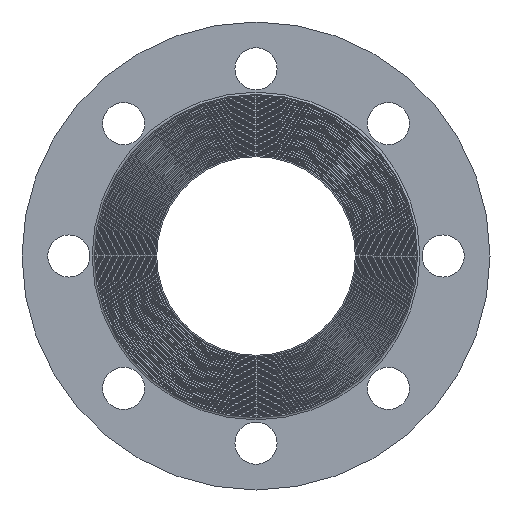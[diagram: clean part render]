
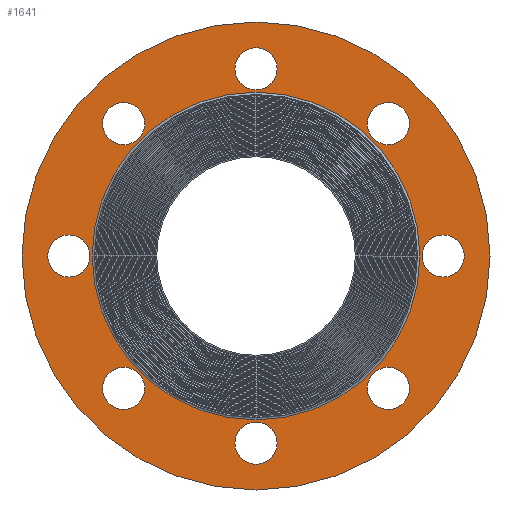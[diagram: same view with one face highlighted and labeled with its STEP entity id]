
A CAD part, left-side view. The second image highlights one B-rep face of the part: STEP entity #1641.
In plain terms, the highlighted planar face has unit normal (-1, 0, 0).
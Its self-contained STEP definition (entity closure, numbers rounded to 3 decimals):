
#15=FACE_BOUND('',#408,.T.);
#16=FACE_BOUND('',#409,.T.);
#17=FACE_BOUND('',#410,.T.);
#18=FACE_BOUND('',#411,.T.);
#19=FACE_BOUND('',#412,.T.);
#20=FACE_BOUND('',#413,.T.);
#21=FACE_BOUND('',#414,.T.);
#22=FACE_BOUND('',#415,.T.);
#23=FACE_BOUND('',#416,.T.);
#35=PLANE('',#1886);
#324=FACE_OUTER_BOUND('',#407,.T.);
#407=EDGE_LOOP('',(#1442,#1443));
#408=EDGE_LOOP('',(#1444));
#409=EDGE_LOOP('',(#1445));
#410=EDGE_LOOP('',(#1446));
#411=EDGE_LOOP('',(#1447));
#412=EDGE_LOOP('',(#1448));
#413=EDGE_LOOP('',(#1449));
#414=EDGE_LOOP('',(#1450));
#415=EDGE_LOOP('',(#1451));
#416=EDGE_LOOP('',(#1452,#1453));
#567=CIRCLE('',#1856,9.);
#569=CIRCLE('',#1859,9.);
#571=CIRCLE('',#1862,9.);
#573=CIRCLE('',#1865,9.);
#575=CIRCLE('',#1868,9.);
#577=CIRCLE('',#1871,9.);
#579=CIRCLE('',#1874,9.);
#581=CIRCLE('',#1877,9.);
#586=CIRCLE('',#1884,70.);
#587=CIRCLE('',#1885,70.);
#588=CIRCLE('',#1887,100.);
#589=CIRCLE('',#1888,100.);
#750=VERTEX_POINT('',#2931);
#752=VERTEX_POINT('',#2937);
#754=VERTEX_POINT('',#2943);
#756=VERTEX_POINT('',#2949);
#758=VERTEX_POINT('',#2955);
#760=VERTEX_POINT('',#2961);
#762=VERTEX_POINT('',#2967);
#764=VERTEX_POINT('',#2973);
#768=VERTEX_POINT('',#2985);
#769=VERTEX_POINT('',#2987);
#770=VERTEX_POINT('',#2991);
#771=VERTEX_POINT('',#2992);
#983=EDGE_CURVE('',#750,#750,#567,.T.);
#986=EDGE_CURVE('',#752,#752,#569,.T.);
#989=EDGE_CURVE('',#754,#754,#571,.T.);
#992=EDGE_CURVE('',#756,#756,#573,.T.);
#995=EDGE_CURVE('',#758,#758,#575,.T.);
#998=EDGE_CURVE('',#760,#760,#577,.T.);
#1001=EDGE_CURVE('',#762,#762,#579,.T.);
#1004=EDGE_CURVE('',#764,#764,#581,.T.);
#1010=EDGE_CURVE('',#769,#768,#586,.T.);
#1011=EDGE_CURVE('',#768,#769,#587,.T.);
#1012=EDGE_CURVE('',#770,#771,#588,.T.);
#1013=EDGE_CURVE('',#771,#770,#589,.T.);
#1442=ORIENTED_EDGE('',*,*,#1012,.F.);
#1443=ORIENTED_EDGE('',*,*,#1013,.F.);
#1444=ORIENTED_EDGE('',*,*,#983,.T.);
#1445=ORIENTED_EDGE('',*,*,#986,.T.);
#1446=ORIENTED_EDGE('',*,*,#989,.T.);
#1447=ORIENTED_EDGE('',*,*,#992,.T.);
#1448=ORIENTED_EDGE('',*,*,#995,.T.);
#1449=ORIENTED_EDGE('',*,*,#998,.T.);
#1450=ORIENTED_EDGE('',*,*,#1001,.T.);
#1451=ORIENTED_EDGE('',*,*,#1004,.T.);
#1452=ORIENTED_EDGE('',*,*,#1010,.T.);
#1453=ORIENTED_EDGE('',*,*,#1011,.T.);
#1641=ADVANCED_FACE('',(#324,#15,#16,#17,#18,#19,#20,#21,#22,#23),#35,.T.);
#1856=AXIS2_PLACEMENT_3D('',#2933,#2356,#2357);
#1859=AXIS2_PLACEMENT_3D('',#2939,#2363,#2364);
#1862=AXIS2_PLACEMENT_3D('',#2945,#2370,#2371);
#1865=AXIS2_PLACEMENT_3D('',#2951,#2377,#2378);
#1868=AXIS2_PLACEMENT_3D('',#2957,#2384,#2385);
#1871=AXIS2_PLACEMENT_3D('',#2963,#2391,#2392);
#1874=AXIS2_PLACEMENT_3D('',#2969,#2398,#2399);
#1877=AXIS2_PLACEMENT_3D('',#2975,#2405,#2406);
#1884=AXIS2_PLACEMENT_3D('',#2988,#2420,#2421);
#1885=AXIS2_PLACEMENT_3D('',#2989,#2422,#2423);
#1886=AXIS2_PLACEMENT_3D('',#2990,#2424,#2425);
#1887=AXIS2_PLACEMENT_3D('',#2993,#2426,#2427);
#1888=AXIS2_PLACEMENT_3D('',#2994,#2428,#2429);
#2356=DIRECTION('center_axis',(1.,0.,0.));
#2357=DIRECTION('ref_axis',(0.,0.,1.));
#2363=DIRECTION('center_axis',(1.,0.,0.));
#2364=DIRECTION('ref_axis',(0.,0.,1.));
#2370=DIRECTION('center_axis',(1.,0.,0.));
#2371=DIRECTION('ref_axis',(0.,0.,1.));
#2377=DIRECTION('center_axis',(1.,0.,0.));
#2378=DIRECTION('ref_axis',(0.,0.,1.));
#2384=DIRECTION('center_axis',(1.,0.,0.));
#2385=DIRECTION('ref_axis',(0.,0.,1.));
#2391=DIRECTION('center_axis',(1.,0.,0.));
#2392=DIRECTION('ref_axis',(0.,0.,1.));
#2398=DIRECTION('center_axis',(1.,0.,0.));
#2399=DIRECTION('ref_axis',(0.,0.,1.));
#2405=DIRECTION('center_axis',(1.,0.,0.));
#2406=DIRECTION('ref_axis',(0.,0.,1.));
#2420=DIRECTION('center_axis',(1.,0.,0.));
#2421=DIRECTION('ref_axis',(0.,1.,0.));
#2422=DIRECTION('center_axis',(1.,0.,0.));
#2423=DIRECTION('ref_axis',(0.,1.,0.));
#2424=DIRECTION('center_axis',(-1.,0.,0.));
#2425=DIRECTION('ref_axis',(0.,0.,1.));
#2426=DIRECTION('center_axis',(1.,0.,0.));
#2427=DIRECTION('ref_axis',(0.,1.,0.));
#2428=DIRECTION('center_axis',(1.,0.,0.));
#2429=DIRECTION('ref_axis',(0.,1.,0.));
#2931=CARTESIAN_POINT('',(3.,0.,-89.));
#2933=CARTESIAN_POINT('Origin',(3.,0.,-80.));
#2937=CARTESIAN_POINT('',(3.,-80.,-9.));
#2939=CARTESIAN_POINT('Origin',(3.,-80.,0.));
#2943=CARTESIAN_POINT('',(3.,0.,71.));
#2945=CARTESIAN_POINT('Origin',(3.,0.,80.));
#2949=CARTESIAN_POINT('',(3.,80.,-9.));
#2951=CARTESIAN_POINT('Origin',(3.,80.,0.));
#2955=CARTESIAN_POINT('',(3.,-56.569,-65.569));
#2957=CARTESIAN_POINT('Origin',(3.,-56.569,-56.569));
#2961=CARTESIAN_POINT('',(3.,-56.569,47.569));
#2963=CARTESIAN_POINT('Origin',(3.,-56.569,56.569));
#2967=CARTESIAN_POINT('',(3.,56.569,47.569));
#2969=CARTESIAN_POINT('Origin',(3.,56.569,56.569));
#2973=CARTESIAN_POINT('',(3.,56.569,-65.569));
#2975=CARTESIAN_POINT('Origin',(3.,56.569,-56.569));
#2985=CARTESIAN_POINT('',(3.,0.,70.));
#2987=CARTESIAN_POINT('',(3.,70.,0.));
#2988=CARTESIAN_POINT('Origin',(3.,0.,0.));
#2989=CARTESIAN_POINT('Origin',(3.,0.,0.));
#2990=CARTESIAN_POINT('Origin',(3.,85.,0.));
#2991=CARTESIAN_POINT('',(3.,100.,0.));
#2992=CARTESIAN_POINT('',(3.,-100.,0.));
#2993=CARTESIAN_POINT('Origin',(3.,0.,0.));
#2994=CARTESIAN_POINT('Origin',(3.,0.,0.));
